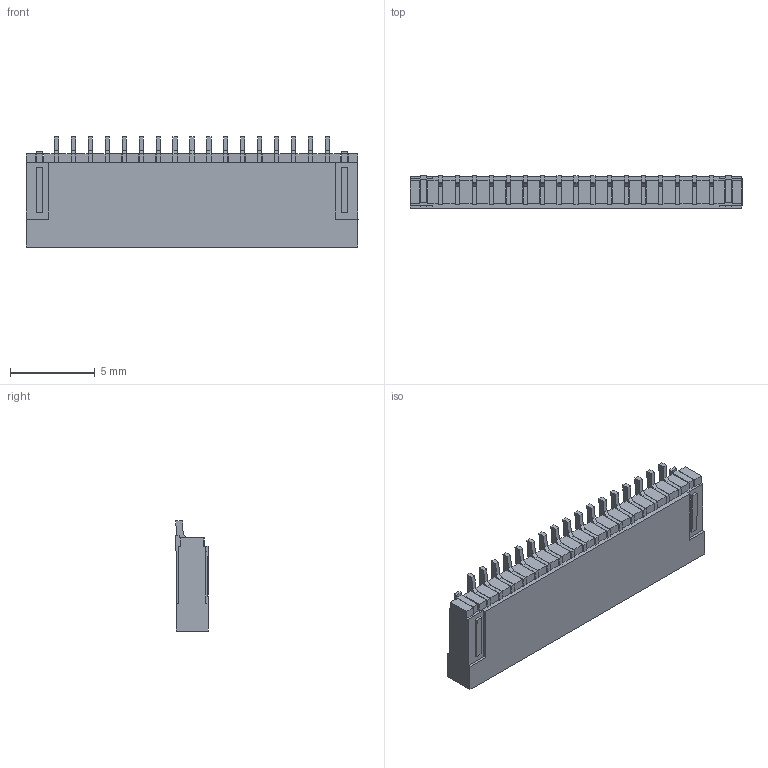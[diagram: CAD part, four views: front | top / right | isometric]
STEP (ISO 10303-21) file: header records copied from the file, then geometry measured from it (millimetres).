
FILE_DESCRIPTION(('STEP AP214'),'1');
FILE_NAME('hfw17r1ste1lf.stp','2014-03-26T00:53:39',('TraceParts'),('TraceParts S.A.'),'XStep 1.0',' ',' ');
FILE_SCHEMA(('automotive_design'));
Length unit declared in the file: millimetre
Products named in the file (1): HFW_R-1ST_LF
Bounding box: 19.6 x 1.92 x 6.5 mm (x, y, z)
Volume: 171.1 mm3; surface area: 535 mm2
Topology: 1 solids, 1 shells, 406 faces, 1098 edges, 732 vertices
Faces by surface type: plane 406
Entity records: 12497 total; most frequent: CARTESIAN_POINT 2237, ORIENTED_EDGE 2196, DIRECTION 1912, EDGE_CURVE 1098, LINE 1098, VECTOR 1098, VERTEX_POINT 732, EDGE_LOOP 444
